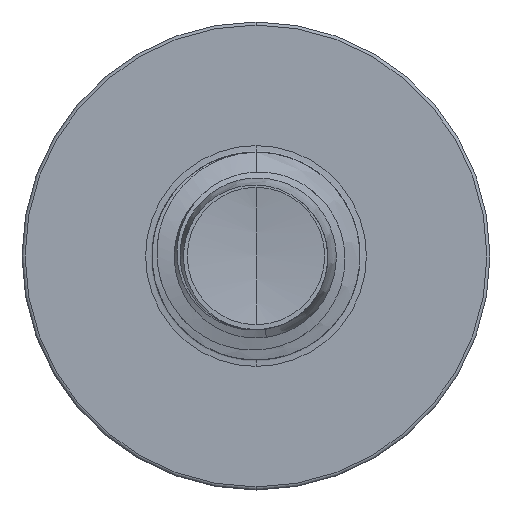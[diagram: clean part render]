
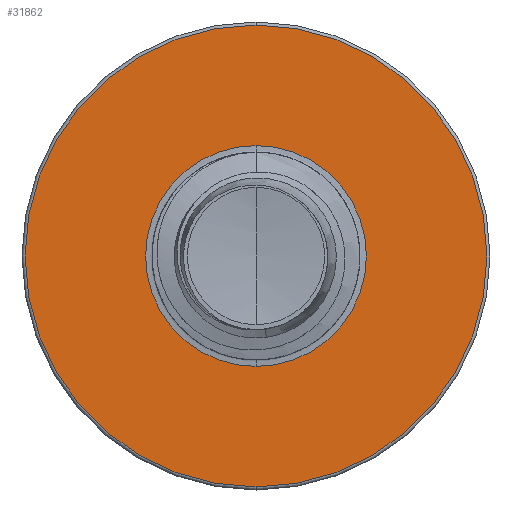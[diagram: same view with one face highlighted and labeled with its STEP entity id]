
A CAD part, front view. The second image highlights one B-rep face of the part: STEP entity #31862.
In plain terms, the highlighted planar face has unit normal (0, -1, 0).
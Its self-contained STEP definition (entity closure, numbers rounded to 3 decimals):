
#510 = EDGE_CURVE ( 'NONE', #33905, #16449, #10028, .T. ) ;
#1378 = DIRECTION ( 'NONE',  ( 0., 0., 1. ) ) ;
#2450 = AXIS2_PLACEMENT_3D ( 'NONE', #21215, #25743, #26119 ) ;
#3941 = VERTEX_POINT ( 'NONE', #12643 ) ;
#4273 = AXIS2_PLACEMENT_3D ( 'NONE', #12336, #32397, #15211 ) ;
#5201 = CARTESIAN_POINT ( 'NONE',  ( 0., 19., 3.186 ) ) ;
#5762 = AXIS2_PLACEMENT_3D ( 'NONE', #26500, #9342, #29387 ) ;
#6254 = FACE_BOUND ( 'NONE', #19052, .T. ) ;
#6993 = PLANE ( 'NONE',  #7178 ) ;
#7178 = AXIS2_PLACEMENT_3D ( 'NONE', #12725, #18481, #1378 ) ;
#8362 = CARTESIAN_POINT ( 'NONE',  ( 0., 19., 6.66 ) ) ;
#8386 = ORIENTED_EDGE ( 'NONE', *, *, #27529, .F. ) ;
#8617 = DIRECTION ( 'NONE',  ( 0., 1., 0. ) ) ;
#9342 = DIRECTION ( 'NONE',  ( 0., 1., 0. ) ) ;
#10028 = CIRCLE ( 'NONE', #2450, 3.186 ) ;
#11948 = EDGE_LOOP ( 'NONE', ( #8386, #20053 ) ) ;
#12336 = CARTESIAN_POINT ( 'NONE',  ( 0., 19., 0. ) ) ;
#12643 = CARTESIAN_POINT ( 'NONE',  ( 0., 19., -6.66 ) ) ;
#12725 = CARTESIAN_POINT ( 'NONE',  ( 0., 19., -3.186 ) ) ;
#12984 = CIRCLE ( 'NONE', #4273, 6.66 ) ;
#15065 = ORIENTED_EDGE ( 'NONE', *, *, #25601, .T. ) ;
#15211 = DIRECTION ( 'NONE',  ( 0., 0., 1. ) ) ;
#16449 = VERTEX_POINT ( 'NONE', #5201 ) ;
#18481 = DIRECTION ( 'NONE',  ( 0., 1., 0. ) ) ;
#18755 = CIRCLE ( 'NONE', #34491, 3.186 ) ;
#19052 = EDGE_LOOP ( 'NONE', ( #15065, #33278 ) ) ;
#19852 = CARTESIAN_POINT ( 'NONE',  ( 0., 19., -3.186 ) ) ;
#20053 = ORIENTED_EDGE ( 'NONE', *, *, #34507, .F. ) ;
#21215 = CARTESIAN_POINT ( 'NONE',  ( 0., 19., 0. ) ) ;
#23203 = CIRCLE ( 'NONE', #5762, 6.66 ) ;
#25601 = EDGE_CURVE ( 'NONE', #16449, #33905, #18755, .T. ) ;
#25743 = DIRECTION ( 'NONE',  ( 0., 1., 0. ) ) ;
#25755 = CARTESIAN_POINT ( 'NONE',  ( 0., 19., 0. ) ) ;
#26119 = DIRECTION ( 'NONE',  ( 0., 0., 1. ) ) ;
#26396 = FACE_OUTER_BOUND ( 'NONE', #11948, .T. ) ;
#26500 = CARTESIAN_POINT ( 'NONE',  ( 0., 19., 0. ) ) ;
#27529 = EDGE_CURVE ( 'NONE', #37052, #3941, #12984, .T. ) ;
#28654 = DIRECTION ( 'NONE',  ( 0., 0., 1. ) ) ;
#29387 = DIRECTION ( 'NONE',  ( 0., 0., 1. ) ) ;
#31862 = ADVANCED_FACE ( 'NONE', ( #26396, #6254 ), #6993, .F. ) ;
#32397 = DIRECTION ( 'NONE',  ( 0., 1., 0. ) ) ;
#33278 = ORIENTED_EDGE ( 'NONE', *, *, #510, .T. ) ;
#33905 = VERTEX_POINT ( 'NONE', #19852 ) ;
#34491 = AXIS2_PLACEMENT_3D ( 'NONE', #25755, #8617, #28654 ) ;
#34507 = EDGE_CURVE ( 'NONE', #3941, #37052, #23203, .T. ) ;
#37052 = VERTEX_POINT ( 'NONE', #8362 ) ;
